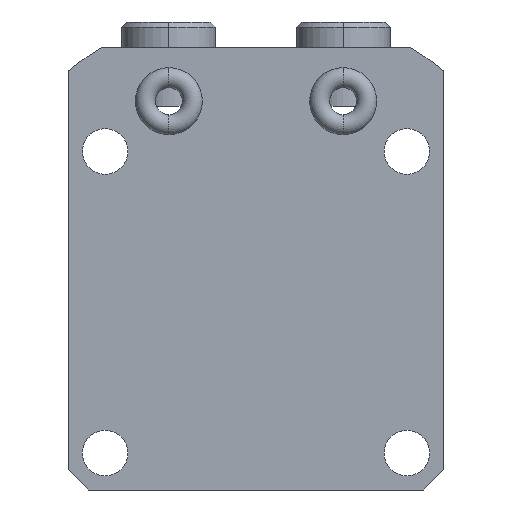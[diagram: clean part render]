
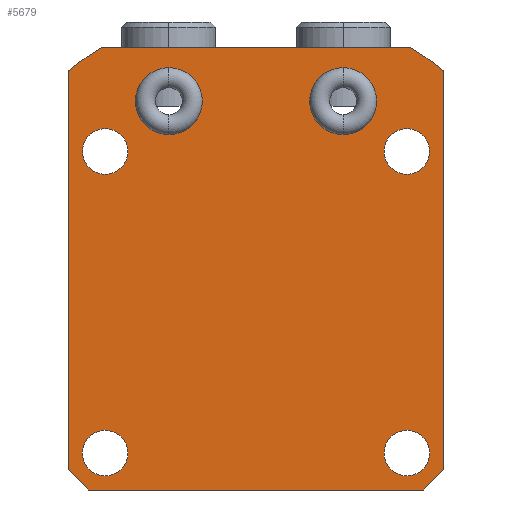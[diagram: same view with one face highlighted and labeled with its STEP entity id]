
A CAD part, front view. The second image highlights one B-rep face of the part: STEP entity #5679.
In plain terms, the highlighted planar face has unit normal (0, -1, 0).
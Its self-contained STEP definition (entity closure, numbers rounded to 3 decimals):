
#1743=CARTESIAN_POINT('',(0.,-26.,0.));
#1744=DIRECTION('',(0.,-1.,0.));
#1745=DIRECTION('',(0.63,0.,0.777));
#1746=AXIS2_PLACEMENT_3D('',#1743,#1744,#1745);
#1773=CARTESIAN_POINT('',(0.,-26.,0.));
#1774=DIRECTION('',(0.,-1.,0.));
#1775=DIRECTION('',(-0.519,0.,0.855));
#1776=AXIS2_PLACEMENT_3D('',#1773,#1774,#1775);
#1803=DIRECTION('',(0.707,0.,0.707));
#1804=VECTOR('',#1803,4.243);
#1805=CARTESIAN_POINT('',(25.,-26.,-28.));
#1806=LINE('',#1805,#1804);
#1810=DIRECTION('',(1.,0.,0.));
#1811=VECTOR('',#1810,50.);
#1812=CARTESIAN_POINT('',(-25.,-26.,-28.));
#1813=LINE('',#1812,#1811);
#1817=DIRECTION('',(0.707,0.,-0.707));
#1818=VECTOR('',#1817,4.243);
#1819=CARTESIAN_POINT('',(-28.,-26.,-25.));
#1820=LINE('',#1819,#1818);
#1824=DIRECTION('',(0.,0.,-1.));
#1825=VECTOR('',#1824,59.522);
#1826=CARTESIAN_POINT('',(-28.,-26.,34.522));
#1827=LINE('',#1826,#1825);
#1831=DIRECTION('',(-1.,0.,0.));
#1832=VECTOR('',#1831,46.122);
#1833=CARTESIAN_POINT('',(23.061,-26.,38.));
#1834=LINE('',#1833,#1832);
#1838=DIRECTION('',(0.,0.,1.));
#1839=VECTOR('',#1838,59.522);
#1840=CARTESIAN_POINT('',(28.,-26.,-25.));
#1841=LINE('',#1840,#1839);
#1845=CARTESIAN_POINT('',(22.5,-26.,-22.5));
#1846=DIRECTION('',(0.,1.,0.));
#1847=DIRECTION('',(1.,0.,0.));
#1848=AXIS2_PLACEMENT_3D('',#1845,#1846,#1847);
#1853=CARTESIAN_POINT('',(22.5,-26.,-22.5));
#1854=DIRECTION('',(0.,1.,0.));
#1855=DIRECTION('',(-1.,0.,0.));
#1856=AXIS2_PLACEMENT_3D('',#1853,#1854,#1855);
#1861=CARTESIAN_POINT('',(-22.5,-26.,-22.5));
#1862=DIRECTION('',(0.,1.,0.));
#1863=DIRECTION('',(1.,0.,0.));
#1864=AXIS2_PLACEMENT_3D('',#1861,#1862,#1863);
#1869=CARTESIAN_POINT('',(-22.5,-26.,-22.5));
#1870=DIRECTION('',(0.,1.,0.));
#1871=DIRECTION('',(-1.,0.,0.));
#1872=AXIS2_PLACEMENT_3D('',#1869,#1870,#1871);
#1877=CARTESIAN_POINT('',(-22.5,-26.,22.5));
#1878=DIRECTION('',(0.,1.,0.));
#1879=DIRECTION('',(1.,0.,0.));
#1880=AXIS2_PLACEMENT_3D('',#1877,#1878,#1879);
#1885=CARTESIAN_POINT('',(-22.5,-26.,22.5));
#1886=DIRECTION('',(0.,1.,0.));
#1887=DIRECTION('',(-1.,0.,0.));
#1888=AXIS2_PLACEMENT_3D('',#1885,#1886,#1887);
#1893=CARTESIAN_POINT('',(22.5,-26.,22.5));
#1894=DIRECTION('',(0.,1.,0.));
#1895=DIRECTION('',(1.,0.,0.));
#1896=AXIS2_PLACEMENT_3D('',#1893,#1894,#1895);
#1901=CARTESIAN_POINT('',(22.5,-26.,22.5));
#1902=DIRECTION('',(0.,1.,0.));
#1903=DIRECTION('',(-1.,0.,0.));
#1904=AXIS2_PLACEMENT_3D('',#1901,#1902,#1903);
#1909=CARTESIAN_POINT('',(13.,-26.,30.));
#1910=DIRECTION('',(0.,-1.,0.));
#1911=DIRECTION('',(-1.,0.,0.));
#1912=AXIS2_PLACEMENT_3D('',#1909,#1910,#1911);
#1917=CARTESIAN_POINT('',(13.,-26.,30.));
#1918=DIRECTION('',(0.,-1.,0.));
#1919=DIRECTION('',(1.,0.,0.));
#1920=AXIS2_PLACEMENT_3D('',#1917,#1918,#1919);
#1925=CARTESIAN_POINT('',(-13.,-26.,30.));
#1926=DIRECTION('',(0.,1.,0.));
#1927=DIRECTION('',(1.,0.,0.));
#1928=AXIS2_PLACEMENT_3D('',#1925,#1926,#1927);
#1933=CARTESIAN_POINT('',(-13.,-26.,30.));
#1934=DIRECTION('',(0.,1.,0.));
#1935=DIRECTION('',(-1.,0.,0.));
#1936=AXIS2_PLACEMENT_3D('',#1933,#1934,#1935);
#3750=CARTESIAN_POINT('',(28.,-26.,34.522));
#3752=VERTEX_POINT('',#3750);
#3753=CARTESIAN_POINT('',(23.061,-26.,38.));
#3754=VERTEX_POINT('',#3753);
#3755=CARTESIAN_POINT('',(-23.061,-26.,38.));
#3756=VERTEX_POINT('',#3755);
#3758=CARTESIAN_POINT('',(-28.,-26.,34.522));
#3760=VERTEX_POINT('',#3758);
#3761=CARTESIAN_POINT('',(25.,-26.,-28.));
#3763=VERTEX_POINT('',#3761);
#3767=CARTESIAN_POINT('',(28.,-26.,-25.));
#3768=VERTEX_POINT('',#3767);
#3769=CARTESIAN_POINT('',(-28.,-26.,-25.));
#3771=VERTEX_POINT('',#3769);
#3775=CARTESIAN_POINT('',(-25.,-26.,-28.));
#3776=VERTEX_POINT('',#3775);
#3793=CARTESIAN_POINT('',(25.9,-26.,-22.5));
#3794=VERTEX_POINT('',#3793);
#3795=CARTESIAN_POINT('',(19.1,-26.,-22.5));
#3796=VERTEX_POINT('',#3795);
#3797=CARTESIAN_POINT('',(-19.1,-26.,-22.5));
#3798=VERTEX_POINT('',#3797);
#3799=CARTESIAN_POINT('',(-25.9,-26.,-22.5));
#3800=VERTEX_POINT('',#3799);
#3801=CARTESIAN_POINT('',(-19.1,-26.,22.5));
#3802=VERTEX_POINT('',#3801);
#3803=CARTESIAN_POINT('',(-25.9,-26.,22.5));
#3804=VERTEX_POINT('',#3803);
#3805=CARTESIAN_POINT('',(25.9,-26.,22.5));
#3806=VERTEX_POINT('',#3805);
#3807=CARTESIAN_POINT('',(19.1,-26.,22.5));
#3808=VERTEX_POINT('',#3807);
#3861=CARTESIAN_POINT('',(8.,-26.,30.));
#3862=CARTESIAN_POINT('',(18.,-26.,30.));
#3863=VERTEX_POINT('',#3861);
#3864=VERTEX_POINT('',#3862);
#3897=CARTESIAN_POINT('',(-8.,-26.,30.));
#3898=VERTEX_POINT('',#3897);
#3899=CARTESIAN_POINT('',(-18.,-26.,30.));
#3900=VERTEX_POINT('',#3899);
#5627=CARTESIAN_POINT('',(0.,-26.,0.));
#5628=DIRECTION('',(0.,-1.,0.));
#5629=DIRECTION('',(-1.,0.,0.));
#5630=AXIS2_PLACEMENT_3D('',#5627,#5628,#5629);
#5631=PLANE('',#5630);
#5632=ORIENTED_EDGE('',*,*,#5535,.F.);
#5633=ORIENTED_EDGE('',*,*,#5552,.F.);
#5634=ORIENTED_EDGE('',*,*,#5564,.F.);
#5635=ORIENTED_EDGE('',*,*,#5580,.F.);
#5636=ORIENTED_EDGE('',*,*,#5607,.F.);
#5638=ORIENTED_EDGE('',*,*,#5637,.F.);
#5639=ORIENTED_EDGE('',*,*,#5592,.F.);
#5640=ORIENTED_EDGE('',*,*,#5620,.F.);
#5641=EDGE_LOOP('',(#5632,#5633,#5634,#5635,#5636,#5638,#5639,#5640));
#5642=FACE_OUTER_BOUND('',#5641,.F.);
#5644=ORIENTED_EDGE('',*,*,#5643,.F.);
#5646=ORIENTED_EDGE('',*,*,#5645,.F.);
#5647=EDGE_LOOP('',(#5644,#5646));
#5648=FACE_BOUND('',#5647,.F.);
#5650=ORIENTED_EDGE('',*,*,#5649,.F.);
#5652=ORIENTED_EDGE('',*,*,#5651,.F.);
#5653=EDGE_LOOP('',(#5650,#5652));
#5654=FACE_BOUND('',#5653,.F.);
#5656=ORIENTED_EDGE('',*,*,#5655,.F.);
#5658=ORIENTED_EDGE('',*,*,#5657,.F.);
#5659=EDGE_LOOP('',(#5656,#5658));
#5660=FACE_BOUND('',#5659,.F.);
#5662=ORIENTED_EDGE('',*,*,#5661,.F.);
#5664=ORIENTED_EDGE('',*,*,#5663,.F.);
#5665=EDGE_LOOP('',(#5662,#5664));
#5666=FACE_BOUND('',#5665,.F.);
#5668=ORIENTED_EDGE('',*,*,#5667,.T.);
#5670=ORIENTED_EDGE('',*,*,#5669,.T.);
#5671=EDGE_LOOP('',(#5668,#5670));
#5672=FACE_BOUND('',#5671,.F.);
#5674=ORIENTED_EDGE('',*,*,#5673,.F.);
#5676=ORIENTED_EDGE('',*,*,#5675,.F.);
#5677=EDGE_LOOP('',(#5674,#5676));
#5678=FACE_BOUND('',#5677,.F.);
#1747=CIRCLE('',#1746,44.45);
#1777=CIRCLE('',#1776,44.45);
#1849=CIRCLE('',#1848,3.4);
#1857=CIRCLE('',#1856,3.4);
#1865=CIRCLE('',#1864,3.4);
#1873=CIRCLE('',#1872,3.4);
#1881=CIRCLE('',#1880,3.4);
#1889=CIRCLE('',#1888,3.4);
#1897=CIRCLE('',#1896,3.4);
#1905=CIRCLE('',#1904,3.4);
#1913=CIRCLE('',#1912,5.);
#1921=CIRCLE('',#1920,5.);
#1929=CIRCLE('',#1928,5.);
#1937=CIRCLE('',#1936,5.);
#5535=EDGE_CURVE('',#3763,#3768,#1806,.T.);
#5552=EDGE_CURVE('',#3776,#3763,#1813,.T.);
#5564=EDGE_CURVE('',#3771,#3776,#1820,.T.);
#5580=EDGE_CURVE('',#3760,#3771,#1827,.T.);
#5592=EDGE_CURVE('',#3752,#3754,#1747,.T.);
#5607=EDGE_CURVE('',#3756,#3760,#1777,.T.);
#5620=EDGE_CURVE('',#3768,#3752,#1841,.T.);
#5637=EDGE_CURVE('',#3754,#3756,#1834,.T.);
#5643=EDGE_CURVE('',#3794,#3796,#1849,.T.);
#5645=EDGE_CURVE('',#3796,#3794,#1857,.T.);
#5649=EDGE_CURVE('',#3798,#3800,#1865,.T.);
#5651=EDGE_CURVE('',#3800,#3798,#1873,.T.);
#5655=EDGE_CURVE('',#3802,#3804,#1881,.T.);
#5657=EDGE_CURVE('',#3804,#3802,#1889,.T.);
#5661=EDGE_CURVE('',#3806,#3808,#1897,.T.);
#5663=EDGE_CURVE('',#3808,#3806,#1905,.T.);
#5667=EDGE_CURVE('',#3863,#3864,#1913,.T.);
#5669=EDGE_CURVE('',#3864,#3863,#1921,.T.);
#5673=EDGE_CURVE('',#3898,#3900,#1929,.T.);
#5675=EDGE_CURVE('',#3900,#3898,#1937,.T.);
#5679=ADVANCED_FACE('',(#5642,#5648,#5654,#5660,#5666,#5672,#5678),#5631,.T.);
